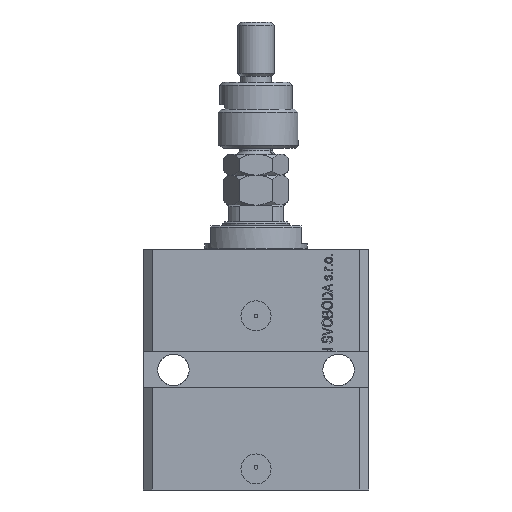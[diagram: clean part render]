
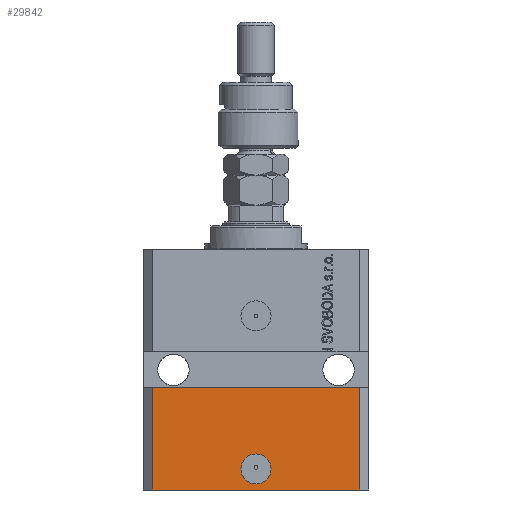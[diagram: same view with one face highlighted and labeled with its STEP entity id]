
A CAD part, front view. The second image highlights one B-rep face of the part: STEP entity #29842.
In plain terms, the highlighted planar face has unit normal (0, -1, 0).
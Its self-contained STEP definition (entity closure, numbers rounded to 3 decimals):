
#117 = DIRECTION ( 'NONE',  ( 0., 0., 1. ) ) ;
#796 = EDGE_CURVE ( 'NONE', #16391, #15022, #41802, .T. ) ;
#1397 = AXIS2_PLACEMENT_3D ( 'NONE', #20481, #8689, #35835 ) ;
#4092 = DIRECTION ( 'NONE',  ( 1., 0., 0. ) ) ;
#4397 = ORIENTED_EDGE ( 'NONE', *, *, #35209, .T. ) ;
#5049 = CARTESIAN_POINT ( 'NONE',  ( -37.5, -27.5, -46. ) ) ;
#7270 = CARTESIAN_POINT ( 'NONE',  ( 34.5, -27.5, -80. ) ) ;
#7321 = ORIENTED_EDGE ( 'NONE', *, *, #796, .T. ) ;
#8136 = LINE ( 'NONE', #22706, #35986 ) ;
#8234 = VERTEX_POINT ( 'NONE', #32833 ) ;
#8689 = DIRECTION ( 'NONE',  ( 0., -1., 0. ) ) ;
#10407 = EDGE_CURVE ( 'NONE', #32739, #48994, #41342, .T. ) ;
#10628 = CARTESIAN_POINT ( 'NONE',  ( 0., -27.5, -73. ) ) ;
#13254 = EDGE_CURVE ( 'NONE', #48994, #15022, #46526, .T. ) ;
#14797 = CIRCLE ( 'NONE', #21183, 5. ) ;
#15022 = VERTEX_POINT ( 'NONE', #20189 ) ;
#15486 = ORIENTED_EDGE ( 'NONE', *, *, #20599, .F. ) ;
#16391 = VERTEX_POINT ( 'NONE', #7270 ) ;
#18274 = CARTESIAN_POINT ( 'NONE',  ( -34.5, -27.5, -80. ) ) ;
#20189 = CARTESIAN_POINT ( 'NONE',  ( 34.5, -27.5, -46. ) ) ;
#20481 = CARTESIAN_POINT ( 'NONE',  ( -34.5, -27.5, -80. ) ) ;
#20599 = EDGE_CURVE ( 'NONE', #8234, #21233, #14797, .T. ) ;
#21183 = AXIS2_PLACEMENT_3D ( 'NONE', #33574, #48923, #26774 ) ;
#21233 = VERTEX_POINT ( 'NONE', #22892 ) ;
#22216 = CARTESIAN_POINT ( 'NONE',  ( -34.5, -27.5, -80. ) ) ;
#22706 = CARTESIAN_POINT ( 'NONE',  ( -34.5, -27.5, -80. ) ) ;
#22892 = CARTESIAN_POINT ( 'NONE',  ( -5., -27.5, -73. ) ) ;
#23683 = DIRECTION ( 'NONE',  ( 1., 0., 0. ) ) ;
#24638 = ORIENTED_EDGE ( 'NONE', *, *, #13254, .F. ) ;
#26053 = CIRCLE ( 'NONE', #34155, 5. ) ;
#26064 = EDGE_CURVE ( 'NONE', #21233, #8234, #26053, .T. ) ;
#26774 = DIRECTION ( 'NONE',  ( 1., 0., 0. ) ) ;
#26869 = EDGE_LOOP ( 'NONE', ( #24638, #41921, #4397, #7321 ) ) ;
#29842 = ADVANCED_FACE ( 'NONE', ( #48936, #39110 ), #43368, .T. ) ;
#32739 = VERTEX_POINT ( 'NONE', #18274 ) ;
#32833 = CARTESIAN_POINT ( 'NONE',  ( 5., -27.5, -73. ) ) ;
#32991 = VECTOR ( 'NONE', #4092, 1000. ) ;
#33574 = CARTESIAN_POINT ( 'NONE',  ( 0., -27.5, -73. ) ) ;
#33994 = DIRECTION ( 'NONE',  ( 1., 0., 0. ) ) ;
#34155 = AXIS2_PLACEMENT_3D ( 'NONE', #10628, #48821, #33994 ) ;
#35209 = EDGE_CURVE ( 'NONE', #32739, #16391, #8136, .T. ) ;
#35345 = VECTOR ( 'NONE', #37575, 1000. ) ;
#35835 = DIRECTION ( 'NONE',  ( 0., 0., -1. ) ) ;
#35986 = VECTOR ( 'NONE', #23683, 1000. ) ;
#36036 = VECTOR ( 'NONE', #117, 1000. ) ;
#37575 = DIRECTION ( 'NONE',  ( 0., 0., 1. ) ) ;
#39110 = FACE_OUTER_BOUND ( 'NONE', #26869, .T. ) ;
#40592 = ORIENTED_EDGE ( 'NONE', *, *, #26064, .F. ) ;
#40671 = EDGE_LOOP ( 'NONE', ( #15486, #40592 ) ) ;
#41342 = LINE ( 'NONE', #22216, #35345 ) ;
#41543 = CARTESIAN_POINT ( 'NONE',  ( 34.5, -27.5, -80. ) ) ;
#41802 = LINE ( 'NONE', #41543, #36036 ) ;
#41921 = ORIENTED_EDGE ( 'NONE', *, *, #10407, .F. ) ;
#43368 = PLANE ( 'NONE',  #1397 ) ;
#46526 = LINE ( 'NONE', #5049, #32991 ) ;
#47031 = CARTESIAN_POINT ( 'NONE',  ( -34.5, -27.5, -46. ) ) ;
#48821 = DIRECTION ( 'NONE',  ( 0., -1., 0. ) ) ;
#48923 = DIRECTION ( 'NONE',  ( 0., -1., 0. ) ) ;
#48936 = FACE_BOUND ( 'NONE', #40671, .T. ) ;
#48994 = VERTEX_POINT ( 'NONE', #47031 ) ;
